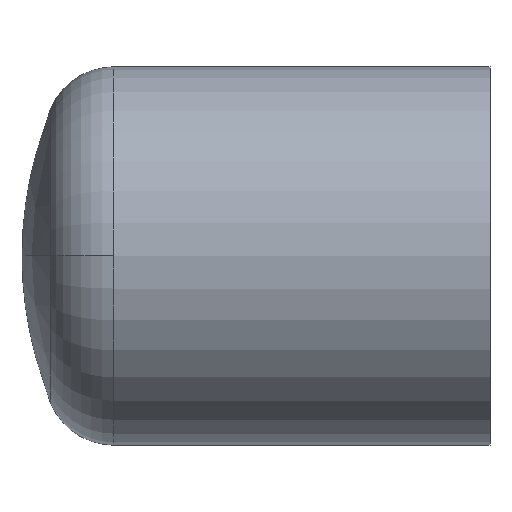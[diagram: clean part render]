
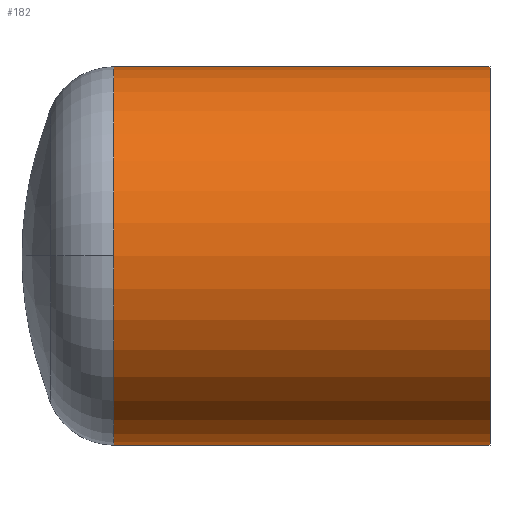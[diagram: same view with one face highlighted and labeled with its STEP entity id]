
A CAD part, top view. The second image highlights one B-rep face of the part: STEP entity #182.
In plain terms, the highlighted cylindrical face has radius 37.5 mm (diameter 75 mm), a partial arc.
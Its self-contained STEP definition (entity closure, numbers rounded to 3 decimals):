
#86 = VERTEX_POINT( '', #222 );
#104 = VERTEX_POINT( '', #242 );
#112 = VERTEX_POINT( '', #251 );
#124 = EDGE_CURVE( '', #104, #148, #265, .T. );
#132 = EDGE_CURVE( '', #86, #194, #275, .T. );
#136 = EDGE_CURVE( '', #112, #104, #279, .T. );
#148 = VERTEX_POINT( '', #292 );
#170 = EDGE_CURVE( '', #112, #86, #317, .T. );
#182 = ADVANCED_FACE( '', ( #330 ), #331, .T. );
#184 = EDGE_CURVE( '', #148, #194, #333, .T. );
#194 = VERTEX_POINT( '', #344 );
#222 = CARTESIAN_POINT( '', ( -74.557, 0., 37.5 ) );
#242 = CARTESIAN_POINT( '', ( 0., -37.5, 0. ) );
#251 = CARTESIAN_POINT( '', ( -74.557, -37.5, 0. ) );
#265 = CIRCLE( '', #415, 37.5 );
#275 = CIRCLE( '', #426, 37.5 );
#279 = LINE( '', #432, #433 );
#292 = CARTESIAN_POINT( '', ( 0., 37.5, 0. ) );
#317 = CIRCLE( '', #481, 37.5 );
#330 = FACE_OUTER_BOUND( '', #496, .T. );
#331 = CYLINDRICAL_SURFACE( '', #497, 37.5 );
#333 = LINE( '', #500, #501 );
#344 = CARTESIAN_POINT( '', ( -74.557, 37.5, 0. ) );
#415 = AXIS2_PLACEMENT_3D( '', #585, #586, #587 );
#426 = AXIS2_PLACEMENT_3D( '', #605, #606, #607 );
#432 = CARTESIAN_POINT( '', ( -37.279, -37.5, 0. ) );
#433 = VECTOR( '', #611, 1. );
#481 = AXIS2_PLACEMENT_3D( '', #665, #666, #667 );
#496 = EDGE_LOOP( '', ( #681, #682, #683, #684, #685 ) );
#497 = AXIS2_PLACEMENT_3D( '', #686, #687, #688 );
#500 = CARTESIAN_POINT( '', ( -37.279, 37.5, 0. ) );
#501 = VECTOR( '', #689, 1. );
#585 = CARTESIAN_POINT( '', ( 0., 0., 0. ) );
#586 = DIRECTION( '', ( -1., 0., 0. ) );
#587 = DIRECTION( '', ( 0., 1., 0. ) );
#605 = CARTESIAN_POINT( '', ( -74.557, 0., 0. ) );
#606 = DIRECTION( '', ( -1., 0., 0. ) );
#607 = DIRECTION( '', ( 0., 1., 0. ) );
#611 = DIRECTION( '', ( 1., 0., 0. ) );
#665 = CARTESIAN_POINT( '', ( -74.557, 0., 0. ) );
#666 = DIRECTION( '', ( -1., 0., 0. ) );
#667 = DIRECTION( '', ( 0., 1., 0. ) );
#681 = ORIENTED_EDGE( '', *, *, #184, .T. );
#682 = ORIENTED_EDGE( '', *, *, #132, .F. );
#683 = ORIENTED_EDGE( '', *, *, #170, .F. );
#684 = ORIENTED_EDGE( '', *, *, #136, .T. );
#685 = ORIENTED_EDGE( '', *, *, #124, .T. );
#686 = CARTESIAN_POINT( '', ( -37.279, 0., 0. ) );
#687 = DIRECTION( '', ( 1., 0., 0. ) );
#688 = DIRECTION( '', ( 0., 1., 0. ) );
#689 = DIRECTION( '', ( -1., 0., 0. ) );
